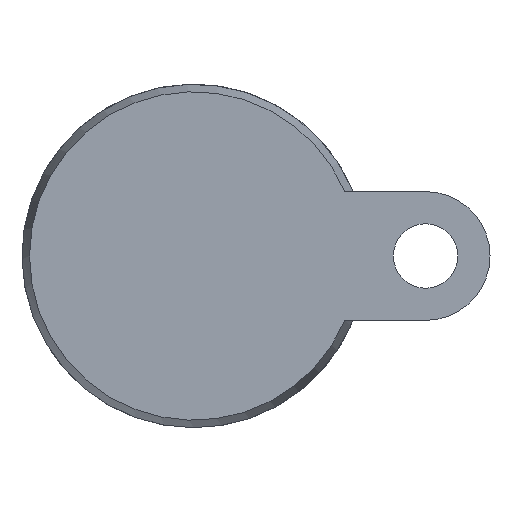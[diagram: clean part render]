
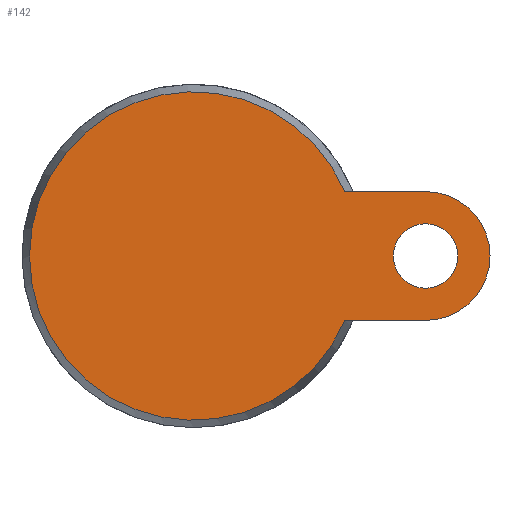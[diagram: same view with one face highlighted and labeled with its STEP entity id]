
A CAD part, front view. The second image highlights one B-rep face of the part: STEP entity #142.
In plain terms, the highlighted planar face has unit normal (0, -1, 0).
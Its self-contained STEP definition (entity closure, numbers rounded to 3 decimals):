
#142 = ADVANCED_FACE( '', ( #303, #304 ), #305, .F. );
#303 = FACE_BOUND( '', #510, .T. );
#304 = FACE_OUTER_BOUND( '', #511, .T. );
#305 = PLANE( '', #512 );
#510 = EDGE_LOOP( '', ( #832 ) );
#511 = EDGE_LOOP( '', ( #833, #834, #835, #836 ) );
#512 = AXIS2_PLACEMENT_3D( '', #837, #838, #839 );
#832 = ORIENTED_EDGE( '', *, *, #1075, .T. );
#833 = ORIENTED_EDGE( '', *, *, #1076, .F. );
#834 = ORIENTED_EDGE( '', *, *, #1077, .T. );
#835 = ORIENTED_EDGE( '', *, *, #1049, .F. );
#836 = ORIENTED_EDGE( '', *, *, #1078, .F. );
#837 = CARTESIAN_POINT( '', ( 38.25, 0., 0. ) );
#838 = DIRECTION( '', ( 0., 1., 0. ) );
#839 = DIRECTION( '', ( 0., 0., 1. ) );
#1049 = EDGE_CURVE( '', #1247, #1248, #1249, .T. );
#1075 = EDGE_CURVE( '', #1279, #1279, #1280, .T. );
#1076 = EDGE_CURVE( '', #1281, #1282, #1283, .T. );
#1077 = EDGE_CURVE( '', #1281, #1248, #1284, .T. );
#1078 = EDGE_CURVE( '', #1282, #1247, #1285, .T. );
#1247 = VERTEX_POINT( '', #1581 );
#1248 = VERTEX_POINT( '', #1582 );
#1249 = LINE( '', #1583, #1584 );
#1279 = VERTEX_POINT( '', #1654 );
#1280 = CIRCLE( '', #1655, 7.5 );
#1281 = VERTEX_POINT( '', #1656 );
#1282 = VERTEX_POINT( '', #1657 );
#1283 = LINE( '', #1658, #1659 );
#1284 = CIRCLE( '', #1660, 38.25 );
#1285 = CIRCLE( '', #1661, 15. );
#1581 = CARTESIAN_POINT( '', ( 54., 0., -15. ) );
#1582 = CARTESIAN_POINT( '', ( 35.186, 0., -15. ) );
#1583 = CARTESIAN_POINT( '', ( 54., 0., -15. ) );
#1584 = VECTOR( '', #1811, 1000. );
#1654 = CARTESIAN_POINT( '', ( 61.5, 0., 0. ) );
#1655 = AXIS2_PLACEMENT_3D( '', #1830, #1831, #1832 );
#1656 = CARTESIAN_POINT( '', ( 35.186, 0., 15. ) );
#1657 = CARTESIAN_POINT( '', ( 54., 0., 15. ) );
#1658 = CARTESIAN_POINT( '', ( 0., 0., 15. ) );
#1659 = VECTOR( '', #1833, 1000. );
#1660 = AXIS2_PLACEMENT_3D( '', #1834, #1835, #1836 );
#1661 = AXIS2_PLACEMENT_3D( '', #1837, #1838, #1839 );
#1811 = DIRECTION( '', ( -1., 0., 0. ) );
#1830 = CARTESIAN_POINT( '', ( 54., 0., 0. ) );
#1831 = DIRECTION( '', ( 0., 1., 0. ) );
#1832 = DIRECTION( '', ( 1., 0., 0. ) );
#1833 = DIRECTION( '', ( 1., 0., 0. ) );
#1834 = CARTESIAN_POINT( '', ( 0., 0., 0. ) );
#1835 = DIRECTION( '', ( 0., -1., 0. ) );
#1836 = DIRECTION( '', ( 0., 0., -1. ) );
#1837 = CARTESIAN_POINT( '', ( 54., 0., 0. ) );
#1838 = DIRECTION( '', ( 0., 1., 0. ) );
#1839 = DIRECTION( '', ( 1., 0., 0. ) );
